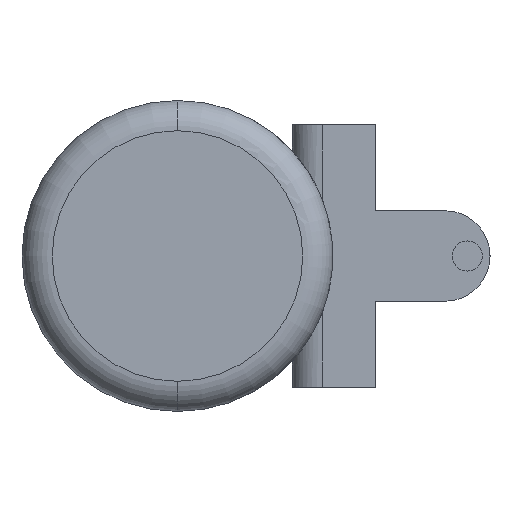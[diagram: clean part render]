
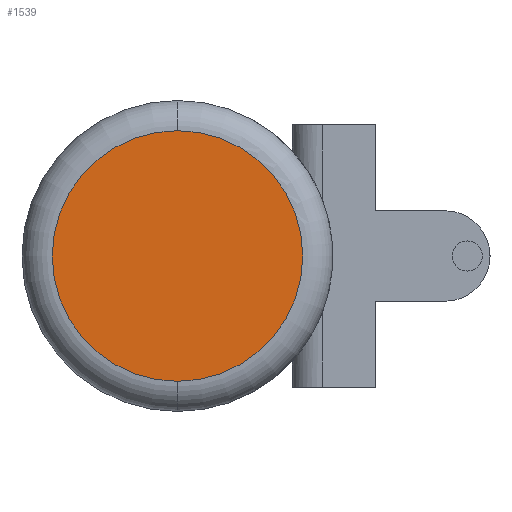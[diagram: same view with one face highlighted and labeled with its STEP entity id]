
A CAD part, left-side view. The second image highlights one B-rep face of the part: STEP entity #1539.
In plain terms, the highlighted planar face has unit normal (-1, 0, 0).
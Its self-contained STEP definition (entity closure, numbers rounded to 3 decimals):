
#90 = DIRECTION ( 'NONE',  ( 0., 0., -1. ) ) ;
#135 = CARTESIAN_POINT ( 'NONE',  ( -19., 7.75, 0. ) ) ;
#140 = CIRCLE ( 'NONE', #468, 4.15 ) ;
#192 = AXIS2_PLACEMENT_3D ( 'NONE', #1740, #780, #90 ) ;
#233 = EDGE_CURVE ( 'NONE', #1002, #1670, #140, .T. ) ;
#416 = DIRECTION ( 'NONE',  ( -1., 0., 0. ) ) ;
#448 = EDGE_LOOP ( 'NONE', ( #1265, #582 ) ) ;
#468 = AXIS2_PLACEMENT_3D ( 'NONE', #1646, #416, #1797 ) ;
#582 = ORIENTED_EDGE ( 'NONE', *, *, #1386, .T. ) ;
#764 = CIRCLE ( 'NONE', #192, 4.15 ) ;
#780 = DIRECTION ( 'NONE',  ( -1., 0., 0. ) ) ;
#1002 = VERTEX_POINT ( 'NONE', #1595 ) ;
#1146 = CARTESIAN_POINT ( 'NONE',  ( -19., 7.75, 4.15 ) ) ;
#1221 = FACE_OUTER_BOUND ( 'NONE', #448, .T. ) ;
#1265 = ORIENTED_EDGE ( 'NONE', *, *, #233, .T. ) ;
#1360 = DIRECTION ( 'NONE',  ( 0., 1., 0. ) ) ;
#1386 = EDGE_CURVE ( 'NONE', #1670, #1002, #764, .T. ) ;
#1475 = DIRECTION ( 'NONE',  ( 1., 0., 0. ) ) ;
#1539 = ADVANCED_FACE ( 'NONE', ( #1221 ), #1782, .F. ) ;
#1595 = CARTESIAN_POINT ( 'NONE',  ( -19., 7.75, -4.15 ) ) ;
#1646 = CARTESIAN_POINT ( 'NONE',  ( -19., 7.75, 0. ) ) ;
#1664 = AXIS2_PLACEMENT_3D ( 'NONE', #135, #1475, #1360 ) ;
#1670 = VERTEX_POINT ( 'NONE', #1146 ) ;
#1740 = CARTESIAN_POINT ( 'NONE',  ( -19., 7.75, 0. ) ) ;
#1782 = PLANE ( 'NONE',  #1664 ) ;
#1797 = DIRECTION ( 'NONE',  ( 0., 0., -1. ) ) ;
